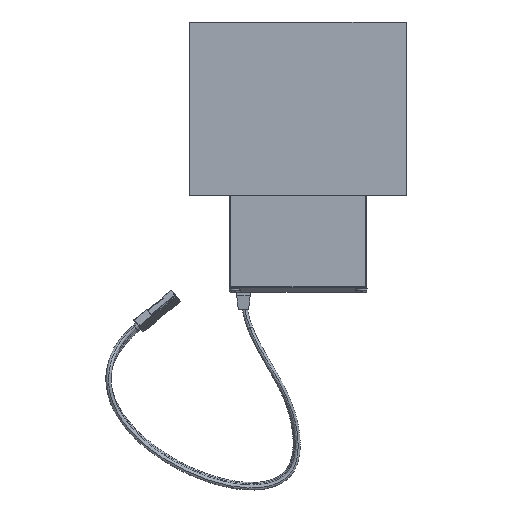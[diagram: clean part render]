
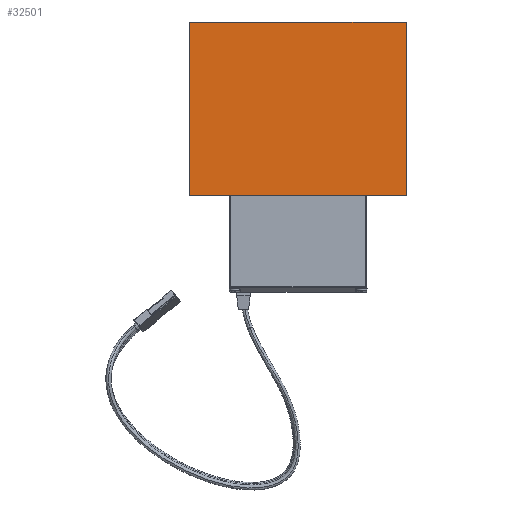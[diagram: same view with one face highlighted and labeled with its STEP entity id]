
A CAD part, left-side view. The second image highlights one B-rep face of the part: STEP entity #32501.
In plain terms, the highlighted planar face has unit normal (-1, 0, 0).
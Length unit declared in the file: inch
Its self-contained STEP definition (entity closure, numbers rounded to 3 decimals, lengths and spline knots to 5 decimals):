
#1951 = PLANE ( 'NONE',  #19347 ) ;
#2953 = EDGE_CURVE ( 'NONE', #17664, #6430, #24701, .T. ) ;
#3245 = DIRECTION ( 'NONE',  ( 0., -1., 0. ) ) ;
#3273 = VECTOR ( 'NONE', #8487, 39.37008 ) ;
#4223 = EDGE_CURVE ( 'NONE', #17611, #9682, #6726, .T. ) ;
#4265 = CARTESIAN_POINT ( 'NONE',  ( -0.58826, 1.1623, 0. ) ) ;
#4749 = CARTESIAN_POINT ( 'NONE',  ( -0.58826, 1.1623, 0. ) ) ;
#4878 = ORIENTED_EDGE ( 'NONE', *, *, #2953, .F. ) ;
#5732 = LINE ( 'NONE', #24803, #28183 ) ;
#6430 = VERTEX_POINT ( 'NONE', #8185 ) ;
#6638 = EDGE_CURVE ( 'NONE', #9682, #6430, #11922, .T. ) ;
#6726 = LINE ( 'NONE', #14929, #18012 ) ;
#8185 = CARTESIAN_POINT ( 'NONE',  ( -0.58826, -1.3377, 0. ) ) ;
#8487 = DIRECTION ( 'NONE',  ( 0., 0., -1. ) ) ;
#9682 = VERTEX_POINT ( 'NONE', #4749 ) ;
#10334 = DIRECTION ( 'NONE',  ( 0., 1., 0. ) ) ;
#11335 = EDGE_LOOP ( 'NONE', ( #29960, #4878, #29391, #25647 ) ) ;
#11922 = LINE ( 'NONE', #4265, #19675 ) ;
#14929 = CARTESIAN_POINT ( 'NONE',  ( -0.58826, 1.1623, 2. ) ) ;
#16230 = CARTESIAN_POINT ( 'NONE',  ( -0.58826, 1.1623, 2. ) ) ;
#16417 = DIRECTION ( 'NONE',  ( 1., 0., 0. ) ) ;
#17611 = VERTEX_POINT ( 'NONE', #26859 ) ;
#17664 = VERTEX_POINT ( 'NONE', #25780 ) ;
#18012 = VECTOR ( 'NONE', #31361, 39.37008 ) ;
#19347 = AXIS2_PLACEMENT_3D ( 'NONE', #16230, #16417, #10334 ) ;
#19675 = VECTOR ( 'NONE', #33714, 39.37008 ) ;
#24701 = LINE ( 'NONE', #32957, #3273 ) ;
#24803 = CARTESIAN_POINT ( 'NONE',  ( -0.58826, 1.1623, 2. ) ) ;
#25647 = ORIENTED_EDGE ( 'NONE', *, *, #4223, .T. ) ;
#25780 = CARTESIAN_POINT ( 'NONE',  ( -0.58826, -1.3377, 2. ) ) ;
#26859 = CARTESIAN_POINT ( 'NONE',  ( -0.58826, 1.1623, 2. ) ) ;
#28183 = VECTOR ( 'NONE', #3245, 39.37008 ) ;
#29391 = ORIENTED_EDGE ( 'NONE', *, *, #31468, .F. ) ;
#29960 = ORIENTED_EDGE ( 'NONE', *, *, #6638, .T. ) ;
#31361 = DIRECTION ( 'NONE',  ( 0., 0., -1. ) ) ;
#31468 = EDGE_CURVE ( 'NONE', #17611, #17664, #5732, .T. ) ;
#32501 = ADVANCED_FACE ( 'NONE', ( #34628 ), #1951, .F. ) ;
#32957 = CARTESIAN_POINT ( 'NONE',  ( -0.58826, -1.3377, 2. ) ) ;
#33714 = DIRECTION ( 'NONE',  ( 0., -1., 0. ) ) ;
#34628 = FACE_OUTER_BOUND ( 'NONE', #11335, .T. ) ;
